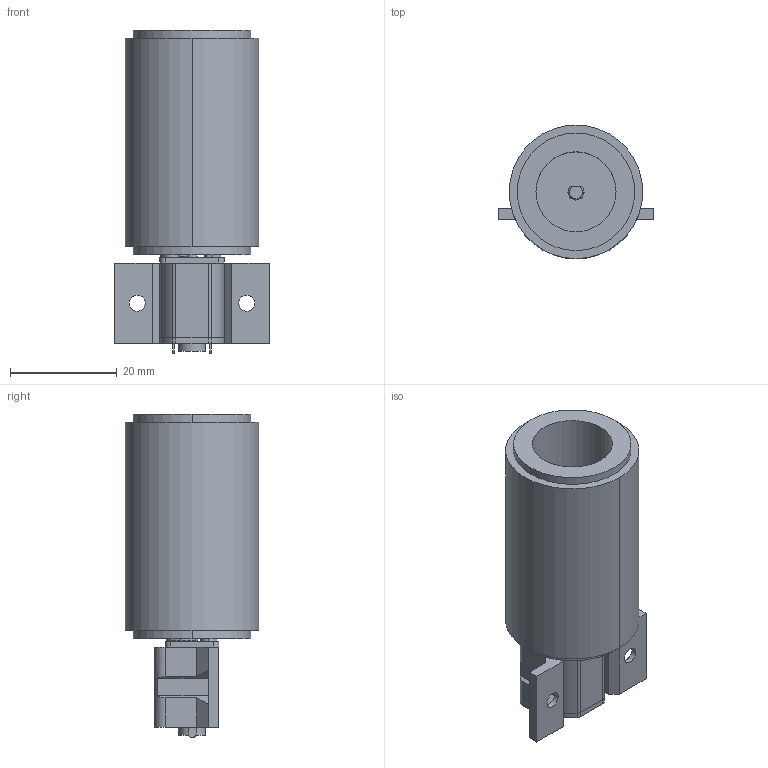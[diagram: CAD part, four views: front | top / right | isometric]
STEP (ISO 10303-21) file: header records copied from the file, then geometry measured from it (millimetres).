
FILE_DESCRIPTION (( 'STEP AP214' ), '1' );
FILE_NAME ('Ensable_motor_pololu.STEP', '2024-12-13T14:40:26', ( '' ), ( '' ), 'SwSTEP 2.0', 'SolidWorks 2013', '' );
FILE_SCHEMA (( 'AUTOMOTIVE_DESIGN' ));
Length unit declared in the file: millimetre
Products named in the file (5): Silicone_Wheel_Pololu_GearMotor_42mm; Wheel_Pololu_GearMotor_42mm; Bracket_Pololu_Micro_GearMotor_01; Pololu - 1_250 Micro gear motor; Ensable_motor_pololu
Assembly tree (4 placements, depth 2):
  Ensable_motor_pololu
    Bracket_Pololu_Micro_GearMotor_01
    Pololu - 1_250 Micro gear motor
    Wheel_Pololu_GearMotor_42mm
    Silicone_Wheel_Pololu_GearMotor_42mm
Bounding box: 29 x 25 x 60.6 mm (x, y, z)
Volume: 17852 mm3; surface area: 15390.1 mm2
Topology: 27 solids, 27 shells, 342 faces, 809 edges, 534 vertices
Faces by surface type: cylinder 171, plane 160, cone 11
Entity records: 10805 total; most frequent: DIRECTION 1842, CARTESIAN_POINT 1772, ORIENTED_EDGE 1618, EDGE_CURVE 809, AXIS2_PLACEMENT_3D 696, VERTEX_POINT 534, LINE 450, VECTOR 450
